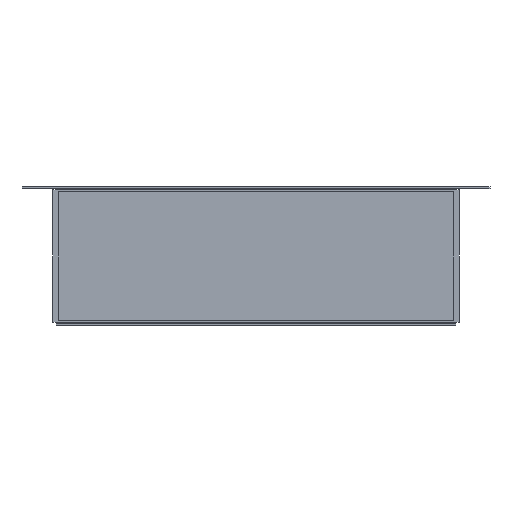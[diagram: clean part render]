
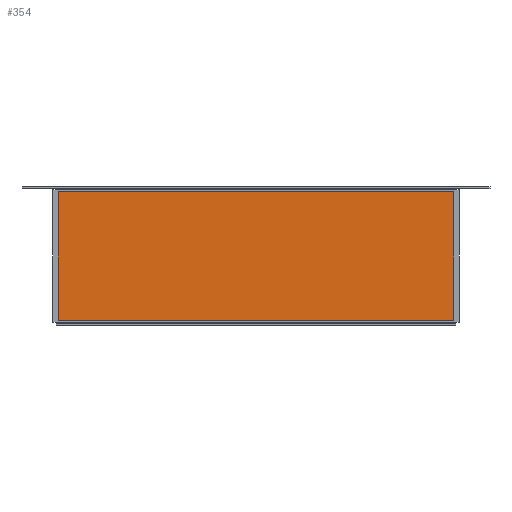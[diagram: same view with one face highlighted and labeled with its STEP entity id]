
A CAD part, left-side view. The second image highlights one B-rep face of the part: STEP entity #354.
In plain terms, the highlighted planar face has unit normal (-1, 0, 0).
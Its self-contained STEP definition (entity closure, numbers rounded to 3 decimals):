
#28 = CARTESIAN_POINT ( 'NONE',  ( 0., -100., 32.5 ) ) ;
#82 = ORIENTED_EDGE ( 'NONE', *, *, #362, .F. ) ;
#134 = VECTOR ( 'NONE', #269, 1000. ) ;
#136 = ORIENTED_EDGE ( 'NONE', *, *, #325, .T. ) ;
#151 = VECTOR ( 'NONE', #198, 1000. ) ;
#192 = DIRECTION ( 'NONE',  ( 1., 0., 0. ) ) ;
#198 = DIRECTION ( 'NONE',  ( 0., -1., 0. ) ) ;
#265 = LINE ( 'NONE', #888, #410 ) ;
#269 = DIRECTION ( 'NONE',  ( 0., -1., 0. ) ) ;
#292 = CARTESIAN_POINT ( 'NONE',  ( 0., 100., 32.5 ) ) ;
#301 = CARTESIAN_POINT ( 'NONE',  ( 0., 100., -32.5 ) ) ;
#321 = CARTESIAN_POINT ( 'NONE',  ( 0., -100., -32.5 ) ) ;
#325 = EDGE_CURVE ( 'NONE', #1138, #1104, #396, .T. ) ;
#326 = CARTESIAN_POINT ( 'NONE',  ( 0., 100., -32.5 ) ) ;
#330 = VECTOR ( 'NONE', #718, 1000. ) ;
#354 = ADVANCED_FACE ( 'NONE', ( #364 ), #932, .F. ) ;
#362 = EDGE_CURVE ( 'NONE', #836, #1104, #896, .T. ) ;
#364 = FACE_OUTER_BOUND ( 'NONE', #741, .T. ) ;
#396 = LINE ( 'NONE', #301, #151 ) ;
#410 = VECTOR ( 'NONE', #994, 1000. ) ;
#442 = ORIENTED_EDGE ( 'NONE', *, *, #526, .F. ) ;
#446 = LINE ( 'NONE', #1117, #134 ) ;
#470 = AXIS2_PLACEMENT_3D ( 'NONE', #292, #192, #830 ) ;
#526 = EDGE_CURVE ( 'NONE', #737, #836, #446, .T. ) ;
#718 = DIRECTION ( 'NONE',  ( 0., 0., -1. ) ) ;
#737 = VERTEX_POINT ( 'NONE', #998 ) ;
#741 = EDGE_LOOP ( 'NONE', ( #136, #82, #442, #821 ) ) ;
#821 = ORIENTED_EDGE ( 'NONE', *, *, #1304, .T. ) ;
#830 = DIRECTION ( 'NONE',  ( 0., 0., -1. ) ) ;
#836 = VERTEX_POINT ( 'NONE', #28 ) ;
#888 = CARTESIAN_POINT ( 'NONE',  ( 0., 100., 32.5 ) ) ;
#896 = LINE ( 'NONE', #1344, #330 ) ;
#932 = PLANE ( 'NONE',  #470 ) ;
#994 = DIRECTION ( 'NONE',  ( 0., 0., -1. ) ) ;
#998 = CARTESIAN_POINT ( 'NONE',  ( 0., 100., 32.5 ) ) ;
#1104 = VERTEX_POINT ( 'NONE', #321 ) ;
#1117 = CARTESIAN_POINT ( 'NONE',  ( 0., 100., 32.5 ) ) ;
#1138 = VERTEX_POINT ( 'NONE', #326 ) ;
#1304 = EDGE_CURVE ( 'NONE', #737, #1138, #265, .T. ) ;
#1344 = CARTESIAN_POINT ( 'NONE',  ( 0., -100., 32.5 ) ) ;
